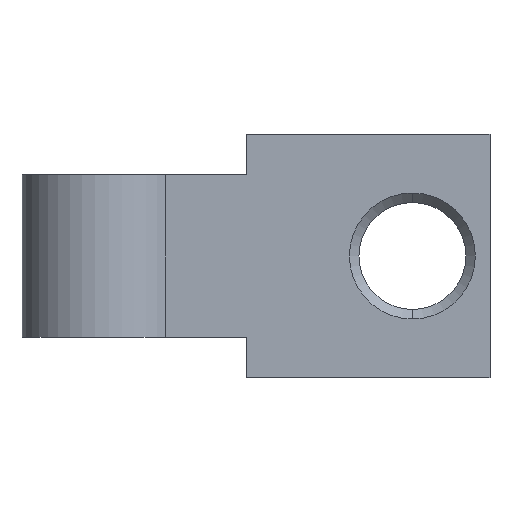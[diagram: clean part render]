
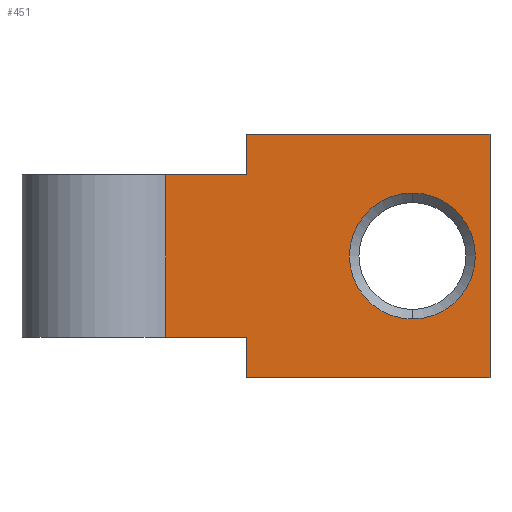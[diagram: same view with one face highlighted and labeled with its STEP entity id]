
A CAD part, front view. The second image highlights one B-rep face of the part: STEP entity #451.
In plain terms, the highlighted planar face has unit normal (0, -1, 0).
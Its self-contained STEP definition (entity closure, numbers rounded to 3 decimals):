
#4 = EDGE_LOOP ( 'NONE', ( #481, #133 ) ) ;
#15 = EDGE_CURVE ( 'NONE', #156, #280, #100, .T. ) ;
#34 = VECTOR ( 'NONE', #753, 1000. ) ;
#46 = EDGE_CURVE ( 'NONE', #569, #299, #586, .T. ) ;
#54 = VECTOR ( 'NONE', #339, 1000. ) ;
#66 = DIRECTION ( 'NONE',  ( 0., -1., 0. ) ) ;
#88 = VECTOR ( 'NONE', #92, 1000. ) ;
#92 = DIRECTION ( 'NONE',  ( 0., 0., -1. ) ) ;
#96 = CARTESIAN_POINT ( 'NONE',  ( 23.882, -2.5, 12.5 ) ) ;
#99 = CARTESIAN_POINT ( 'NONE',  ( 8.882, -2.5, 12.5 ) ) ;
#100 = LINE ( 'NONE', #754, #127 ) ;
#113 = CARTESIAN_POINT ( 'NONE',  ( 8.882, -2.5, -2.5 ) ) ;
#121 = DIRECTION ( 'NONE',  ( 0., 0., -1. ) ) ;
#127 = VECTOR ( 'NONE', #181, 1000. ) ;
#133 = ORIENTED_EDGE ( 'NONE', *, *, #267, .F. ) ;
#144 = DIRECTION ( 'NONE',  ( 0., 0., -1. ) ) ;
#145 = EDGE_CURVE ( 'NONE', #791, #160, #271, .T. ) ;
#149 = EDGE_CURVE ( 'NONE', #791, #799, #388, .T. ) ;
#156 = VERTEX_POINT ( 'NONE', #806 ) ;
#160 = VERTEX_POINT ( 'NONE', #113 ) ;
#163 = CIRCLE ( 'NONE', #652, 3.886 ) ;
#166 = VECTOR ( 'NONE', #359, 1000. ) ;
#181 = DIRECTION ( 'NONE',  ( -1., 0., 0. ) ) ;
#185 = CARTESIAN_POINT ( 'NONE',  ( 19.093, -2.5, 5. ) ) ;
#188 = PLANE ( 'NONE',  #239 ) ;
#193 = DIRECTION ( 'NONE',  ( 0., 0., -1. ) ) ;
#199 = LINE ( 'NONE', #668, #302 ) ;
#204 = CARTESIAN_POINT ( 'NONE',  ( 19.093, -2.5, 1.114 ) ) ;
#239 = AXIS2_PLACEMENT_3D ( 'NONE', #361, #619, #375 ) ;
#240 = DIRECTION ( 'NONE',  ( 0., 0., -1. ) ) ;
#252 = CARTESIAN_POINT ( 'NONE',  ( 3.882, -2.5, 10. ) ) ;
#267 = EDGE_CURVE ( 'NONE', #634, #745, #430, .T. ) ;
#271 = LINE ( 'NONE', #443, #385 ) ;
#280 = VERTEX_POINT ( 'NONE', #252 ) ;
#293 = VECTOR ( 'NONE', #121, 1000. ) ;
#299 = VERTEX_POINT ( 'NONE', #492 ) ;
#302 = VECTOR ( 'NONE', #439, 1000. ) ;
#312 = ORIENTED_EDGE ( 'NONE', *, *, #149, .F. ) ;
#329 = ORIENTED_EDGE ( 'NONE', *, *, #703, .F. ) ;
#339 = DIRECTION ( 'NONE',  ( -1., 0., 0. ) ) ;
#359 = DIRECTION ( 'NONE',  ( -1., 0., 0. ) ) ;
#361 = CARTESIAN_POINT ( 'NONE',  ( 8.882, -2.5, 0. ) ) ;
#375 = DIRECTION ( 'NONE',  ( 0., 0., 1. ) ) ;
#379 = ORIENTED_EDGE ( 'NONE', *, *, #15, .T. ) ;
#385 = VECTOR ( 'NONE', #144, 1000. ) ;
#388 = LINE ( 'NONE', #787, #166 ) ;
#399 = CARTESIAN_POINT ( 'NONE',  ( 23.882, -2.5, 12.5 ) ) ;
#407 = CARTESIAN_POINT ( 'NONE',  ( 8.882, -2.5, 0. ) ) ;
#425 = LINE ( 'NONE', #691, #293 ) ;
#430 = CIRCLE ( 'NONE', #681, 3.886 ) ;
#435 = ORIENTED_EDGE ( 'NONE', *, *, #145, .T. ) ;
#436 = DIRECTION ( 'NONE',  ( 0., -1., 0. ) ) ;
#439 = DIRECTION ( 'NONE',  ( -1., 0., 0. ) ) ;
#443 = CARTESIAN_POINT ( 'NONE',  ( 8.882, -2.5, 12.5 ) ) ;
#451 = ADVANCED_FACE ( 'NONE', ( #557, #823 ), #188, .F. ) ;
#481 = ORIENTED_EDGE ( 'NONE', *, *, #514, .F. ) ;
#492 = CARTESIAN_POINT ( 'NONE',  ( 8.882, -2.5, 12.5 ) ) ;
#514 = EDGE_CURVE ( 'NONE', #745, #634, #163, .T. ) ;
#520 = ORIENTED_EDGE ( 'NONE', *, *, #793, .F. ) ;
#540 = EDGE_CURVE ( 'NONE', #280, #799, #425, .T. ) ;
#557 = FACE_BOUND ( 'NONE', #4, .T. ) ;
#569 = VERTEX_POINT ( 'NONE', #676 ) ;
#585 = ORIENTED_EDGE ( 'NONE', *, *, #540, .T. ) ;
#586 = LINE ( 'NONE', #399, #54 ) ;
#587 = ORIENTED_EDGE ( 'NONE', *, *, #796, .T. ) ;
#603 = CARTESIAN_POINT ( 'NONE',  ( 23.882, -2.5, -2.5 ) ) ;
#604 = CARTESIAN_POINT ( 'NONE',  ( 3.882, -2.5, 0. ) ) ;
#618 = VERTEX_POINT ( 'NONE', #603 ) ;
#619 = DIRECTION ( 'NONE',  ( 0., 1., 0. ) ) ;
#634 = VERTEX_POINT ( 'NONE', #748 ) ;
#652 = AXIS2_PLACEMENT_3D ( 'NONE', #765, #436, #240 ) ;
#656 = ORIENTED_EDGE ( 'NONE', *, *, #46, .T. ) ;
#668 = CARTESIAN_POINT ( 'NONE',  ( 23.882, -2.5, -2.5 ) ) ;
#676 = CARTESIAN_POINT ( 'NONE',  ( 23.882, -2.5, 12.5 ) ) ;
#681 = AXIS2_PLACEMENT_3D ( 'NONE', #185, #66, #193 ) ;
#691 = CARTESIAN_POINT ( 'NONE',  ( 3.882, -2.5, 0. ) ) ;
#703 = EDGE_CURVE ( 'NONE', #569, #618, #800, .T. ) ;
#711 = LINE ( 'NONE', #99, #34 ) ;
#745 = VERTEX_POINT ( 'NONE', #204 ) ;
#748 = CARTESIAN_POINT ( 'NONE',  ( 19.093, -2.5, 8.886 ) ) ;
#753 = DIRECTION ( 'NONE',  ( 0., 0., -1. ) ) ;
#754 = CARTESIAN_POINT ( 'NONE',  ( 8.882, -2.5, 10. ) ) ;
#765 = CARTESIAN_POINT ( 'NONE',  ( 19.093, -2.5, 5. ) ) ;
#771 = EDGE_LOOP ( 'NONE', ( #585, #312, #435, #520, #329, #656, #587, #379 ) ) ;
#787 = CARTESIAN_POINT ( 'NONE',  ( 8.882, -2.5, 0. ) ) ;
#791 = VERTEX_POINT ( 'NONE', #407 ) ;
#793 = EDGE_CURVE ( 'NONE', #618, #160, #199, .T. ) ;
#796 = EDGE_CURVE ( 'NONE', #299, #156, #711, .T. ) ;
#799 = VERTEX_POINT ( 'NONE', #604 ) ;
#800 = LINE ( 'NONE', #96, #88 ) ;
#806 = CARTESIAN_POINT ( 'NONE',  ( 8.882, -2.5, 10. ) ) ;
#823 = FACE_OUTER_BOUND ( 'NONE', #771, .T. ) ;
